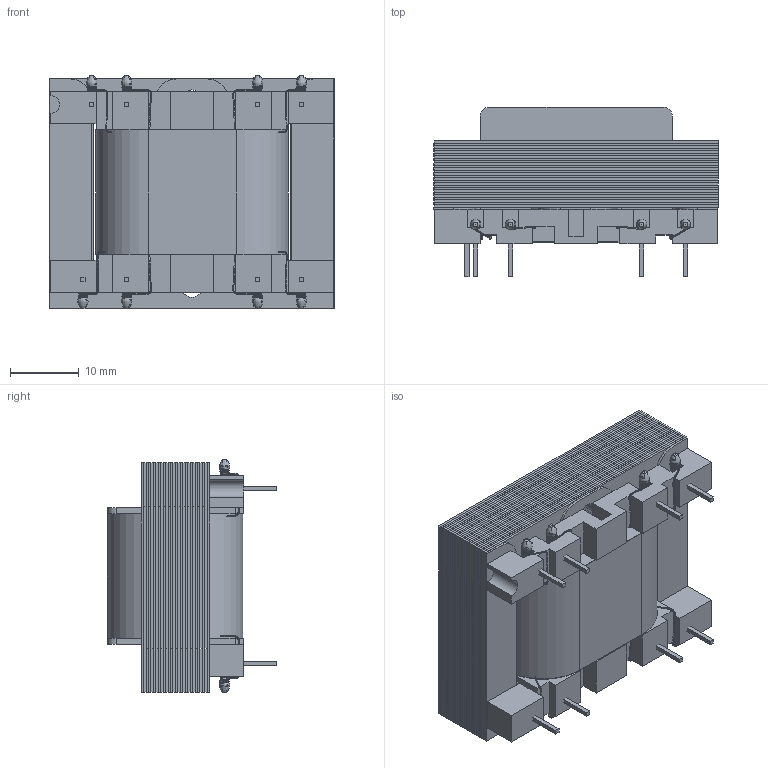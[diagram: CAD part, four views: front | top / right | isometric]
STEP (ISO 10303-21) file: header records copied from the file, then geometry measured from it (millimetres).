
FILE_DESCRIPTION(/* description */ (''),/* implementation_level */ '2;1');
FILE_NAME(/* name */ '15000-EI050-037-P08.step',/* time_stamp */ '2024-01-17T14:47:41-07:00',/* author */ (''),/* organization */ (''),/* preprocessor_version */ 'ST-DEVELOPER v20',/* originating_system */ 'Autodesk Translation Framework v12.14.0.127',/* authorisation */ '');
FILE_SCHEMA (('AUTOMOTIVE_DESIGN { 1 0 10303 214 3 1 1 }'));
Length unit declared in the file: inch
Products named in the file (5): 15000-EI050-037-P08; 20000-EI050 Render (M6); Winding; Mag Wire; 20000-B050-037-P8* v5
Assembly tree (4 placements, depth 2):
  15000-EI050-037-P08
    20000-EI050 Render (M6)
    Winding
    Mag Wire
    20000-B050-037-P8* v5
Bounding box: 41.34 x 24.57 x 33.97 mm (x, y, z)
Volume: 19058.4 mm3; surface area: 71989.7 mm2
Topology: 81 solids, 81 shells, 872 faces, 2170 edges, 1444 vertices
Faces by surface type: plane 751, cylinder 105, bspline 16
Full cylindrical faces by diameter (mm): 3.175 x56
Entity records: 34828 total; most frequent: CARTESIAN_POINT 13539, ORIENTED_EDGE 4308, DIRECTION 4094, EDGE_CURVE 2154, LINE 1912, VECTOR 1912, VERTEX_POINT 1444, AXIS2_PLACEMENT_3D 1091
